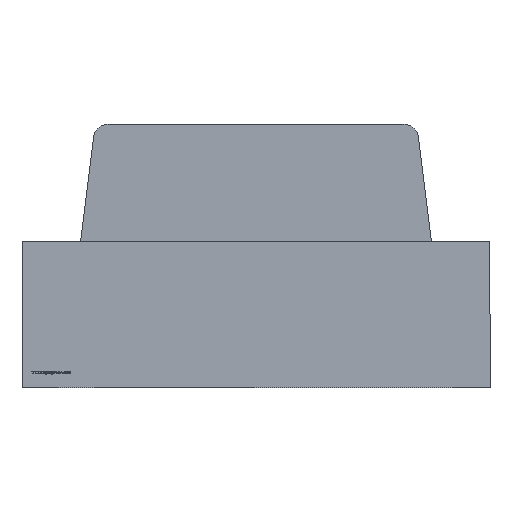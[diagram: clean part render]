
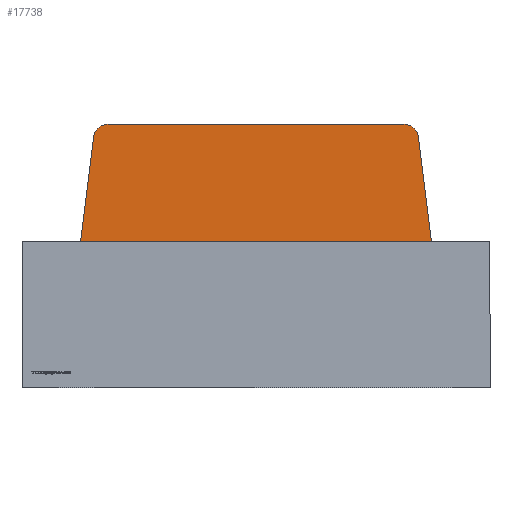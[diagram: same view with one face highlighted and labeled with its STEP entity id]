
A CAD part, top view. The second image highlights one B-rep face of the part: STEP entity #17738.
In plain terms, the highlighted planar face has unit normal (0, 0, 1).
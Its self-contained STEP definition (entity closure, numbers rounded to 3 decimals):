
#43 = VERTEX_POINT ( 'NONE', #20960 ) ;
#8406 = EDGE_CURVE ( 'NONE', #8414, #23474, #21816, .T. ) ;
#8414 = VERTEX_POINT ( 'NONE', #21814 ) ;
#8501 = EDGE_CURVE ( 'NONE', #8533, #43, #21803, .T. ) ;
#8533 = VERTEX_POINT ( 'NONE', #21805 ) ;
#10924 = EDGE_CURVE ( 'NONE', #23478, #23485, #21833, .T. ) ;
#17676 = CARTESIAN_POINT ( 'NONE',  ( -0.506, 0.65, 0.1 ) ) ;
#17683 = CARTESIAN_POINT ( 'NONE',  ( 0.506, 0.65, 0.1 ) ) ;
#17686 = CARTESIAN_POINT ( 'NONE',  ( -0.6, 0.25, 0.1 ) ) ;
#17720 = EDGE_CURVE ( 'NONE', #43, #23478, #22706, .T. ) ;
#17721 = ORIENTED_EDGE ( 'NONE', *, *, #8501, .T. ) ;
#17724 = EDGE_CURVE ( 'NONE', #23485, #8414, #22008, .T. ) ;
#17726 = ORIENTED_EDGE ( 'NONE', *, *, #17720, .T. ) ;
#17727 = ORIENTED_EDGE ( 'NONE', *, *, #10924, .T. ) ;
#17738 = ADVANCED_FACE ( 'NONE', ( #22774 ), #22783, .T. ) ;
#17740 = ORIENTED_EDGE ( 'NONE', *, *, #17724, .T. ) ;
#17741 = EDGE_CURVE ( 'NONE', #23474, #8533, #22790, .T. ) ;
#17742 = EDGE_LOOP ( 'NONE', ( #17721, #17726, #17727, #17740, #17745, #17747 ) ) ;
#17745 = ORIENTED_EDGE ( 'NONE', *, *, #8406, .T. ) ;
#17747 = ORIENTED_EDGE ( 'NONE', *, *, #17741, .T. ) ;
#20960 = CARTESIAN_POINT ( 'NONE',  ( 0.555, 0.606, 0.1 ) ) ;
#21792 = CARTESIAN_POINT ( 'NONE',  ( 0., 0.65, 0.1 ) ) ;
#21800 = DIRECTION ( 'NONE',  ( -0.124, 0.992, 0. ) ) ;
#21801 = VECTOR ( 'NONE', #21800, 1000. ) ;
#21802 = CARTESIAN_POINT ( 'NONE',  ( 0.79, -1.271, 0.1 ) ) ;
#21803 = LINE ( 'NONE', #21802, #21801 ) ;
#21805 = CARTESIAN_POINT ( 'NONE',  ( 0.6, 0.25, 0.1 ) ) ;
#21807 = DIRECTION ( 'NONE',  ( -0.124, -0.992, 0. ) ) ;
#21808 = VECTOR ( 'NONE', #21807, 1000. ) ;
#21809 = CARTESIAN_POINT ( 'NONE',  ( -0.79, -1.271, 0.1 ) ) ;
#21814 = CARTESIAN_POINT ( 'NONE',  ( -0.555, 0.606, 0.1 ) ) ;
#21816 = LINE ( 'NONE', #21809, #21808 ) ;
#21828 = DIRECTION ( 'NONE',  ( -1., 0., 0. ) ) ;
#21833 = LINE ( 'NONE', #21792, #21844 ) ;
#21844 = VECTOR ( 'NONE', #21828, 1000. ) ;
#21986 = CARTESIAN_POINT ( 'NONE',  ( -0.506, 0.6, 0.1 ) ) ;
#21987 = AXIS2_PLACEMENT_3D ( 'NONE', #21986, #22266, #22242 ) ;
#22008 = CIRCLE ( 'NONE', #21987, 0.05 ) ;
#22242 = DIRECTION ( 'NONE',  ( 1., 0., 0. ) ) ;
#22266 = DIRECTION ( 'NONE',  ( 0., 0., 1. ) ) ;
#22704 = DIRECTION ( 'NONE',  ( 0., 0., 1. ) ) ;
#22706 = CIRCLE ( 'NONE', #22756, 0.05 ) ;
#22741 = CARTESIAN_POINT ( 'NONE',  ( 0.506, 0.6, 0.1 ) ) ;
#22743 = DIRECTION ( 'NONE',  ( 1., 0., 0. ) ) ;
#22756 = AXIS2_PLACEMENT_3D ( 'NONE', #22741, #22704, #22743 ) ;
#22772 = CARTESIAN_POINT ( 'NONE',  ( 0., 0.25, 0.1 ) ) ;
#22774 = FACE_OUTER_BOUND ( 'NONE', #17742, .T. ) ;
#22783 = PLANE ( 'NONE',  #22811 ) ;
#22787 = DIRECTION ( 'NONE',  ( 1., 0., 0. ) ) ;
#22788 = DIRECTION ( 'NONE',  ( 0., 0., 1. ) ) ;
#22789 = CARTESIAN_POINT ( 'NONE',  ( 0., -1.369, 0.1 ) ) ;
#22790 = LINE ( 'NONE', #22772, #22792 ) ;
#22792 = VECTOR ( 'NONE', #22847, 1000. ) ;
#22811 = AXIS2_PLACEMENT_3D ( 'NONE', #22789, #22788, #22787 ) ;
#22847 = DIRECTION ( 'NONE',  ( 1., 0., 0. ) ) ;
#23474 = VERTEX_POINT ( 'NONE', #17686 ) ;
#23478 = VERTEX_POINT ( 'NONE', #17683 ) ;
#23485 = VERTEX_POINT ( 'NONE', #17676 ) ;
